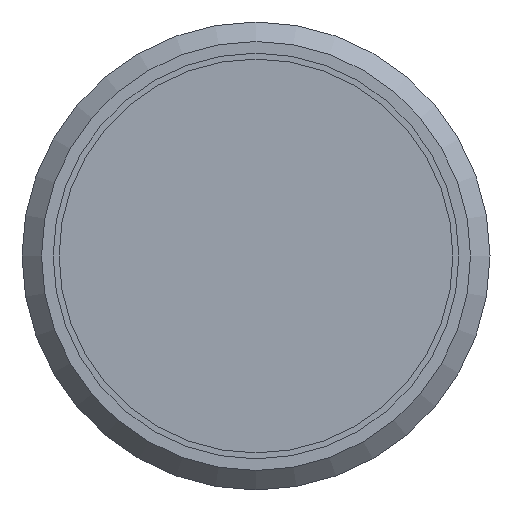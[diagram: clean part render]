
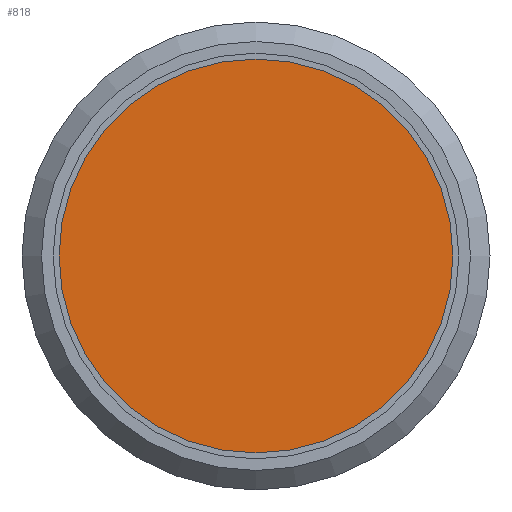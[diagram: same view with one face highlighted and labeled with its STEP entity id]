
A CAD part, front view. The second image highlights one B-rep face of the part: STEP entity #818.
In plain terms, the highlighted planar face has unit normal (0, -1, 0).
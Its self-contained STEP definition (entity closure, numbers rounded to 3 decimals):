
#159=FACE_OUTER_BOUND('',#209,.T.);
#209=EDGE_LOOP('',(#521));
#264=CIRCLE('',#891,5.05);
#322=VERTEX_POINT('',#1271);
#400=EDGE_CURVE('',#322,#322,#264,.T.);
#521=ORIENTED_EDGE('',*,*,#400,.T.);
#740=PLANE('',#892);
#818=ADVANCED_FACE('',(#159),#740,.T.);
#891=AXIS2_PLACEMENT_3D('',#1272,#1008,#1009);
#892=AXIS2_PLACEMENT_3D('',#1274,#1011,#1012);
#1008=DIRECTION('center_axis',(0.,-1.,0.));
#1009=DIRECTION('ref_axis',(1.,0.,0.));
#1011=DIRECTION('center_axis',(0.,-1.,0.));
#1012=DIRECTION('ref_axis',(0.,0.,-1.));
#1271=CARTESIAN_POINT('',(-5.05,0.,0.));
#1272=CARTESIAN_POINT('Origin',(0.,0.,
0.));
#1274=CARTESIAN_POINT('Origin',(2.525,0.,0.));
